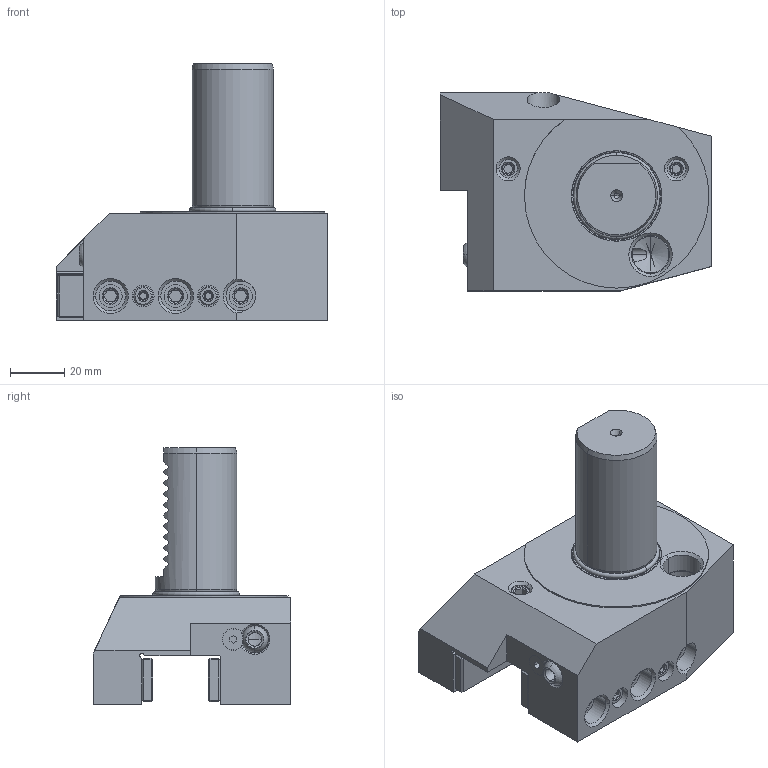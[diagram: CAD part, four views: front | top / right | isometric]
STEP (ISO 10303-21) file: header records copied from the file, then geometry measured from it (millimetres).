
FILE_DESCRIPTION((''),'2;1');
FILE_NAME('309_37_20','2020-11-09T',('101107'),(''),'CREO PARAMETRIC BY PTC INC, 2016260','CREO PARAMETRIC BY PTC INC, 2016260','');
FILE_SCHEMA(('CONFIG_CONTROL_DESIGN'));
Length unit declared in the file: millimetre
Products named in the file (1): 309_37_20
Bounding box: 100 x 73 x 94.7 mm (x, y, z)
Volume: 225843.2 mm3; surface area: 42378.7 mm2
Topology: 1 solids, 6 shells, 461 faces, 1109 edges, 692 vertices
Faces by surface type: plane 200, cone 131, cylinder 104, revolution 10, bspline 8, torus 6, sphere 2
Entity records: 16806 total; most frequent: CARTESIAN_POINT 6234, ORIENTED_EDGE 2202, DIRECTION 2131, EDGE_CURVE 1101, AXIS2_PLACEMENT_3D 808, VERTEX_POINT 692, EDGE_LOOP 517, VECTOR 505
